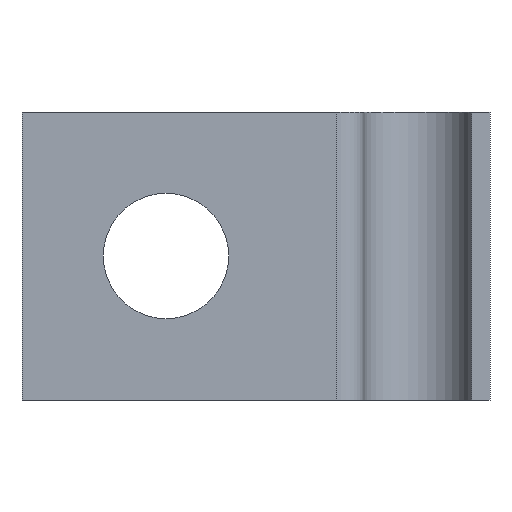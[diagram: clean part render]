
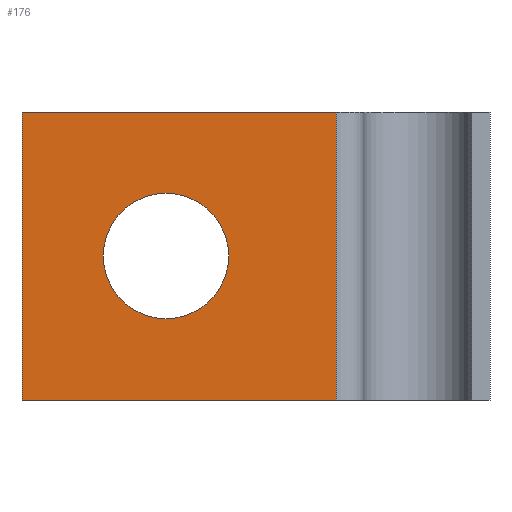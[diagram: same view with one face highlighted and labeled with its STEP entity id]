
A CAD part, front view. The second image highlights one B-rep face of the part: STEP entity #176.
In plain terms, the highlighted planar face has unit normal (0, -1, 0).
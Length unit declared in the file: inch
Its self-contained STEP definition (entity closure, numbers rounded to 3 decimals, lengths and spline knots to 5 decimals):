
#2 = VECTOR ( 'NONE', #323, 39.37008 ) ;
#7 = DIRECTION ( 'NONE',  ( 0., 0., -1. ) ) ;
#9 = EDGE_CURVE ( 'NONE', #332, #464, #404, .T. ) ;
#47 = LINE ( 'NONE', #416, #329 ) ;
#63 = VECTOR ( 'NONE', #64, 39.37008 ) ;
#64 = DIRECTION ( 'NONE',  ( 1., 0., 0. ) ) ;
#71 = CARTESIAN_POINT ( 'NONE',  ( 0., 0., 0.25 ) ) ;
#74 = DIRECTION ( 'NONE',  ( 0., 1., 0. ) ) ;
#89 = CARTESIAN_POINT ( 'NONE',  ( 0., 0., 0.25 ) ) ;
#112 = VERTEX_POINT ( 'NONE', #338 ) ;
#134 = FACE_OUTER_BOUND ( 'NONE', #527, .T. ) ;
#172 = VERTEX_POINT ( 'NONE', #511 ) ;
#176 = ADVANCED_FACE ( 'NONE', ( #469, #134 ), #548, .F. ) ;
#184 = CARTESIAN_POINT ( 'NONE',  ( 0.5455, 0., 0.25 ) ) ;
#208 = ORIENTED_EDGE ( 'NONE', *, *, #439, .T. ) ;
#215 = AXIS2_PLACEMENT_3D ( 'NONE', #415, #331, #367 ) ;
#219 = LINE ( 'NONE', #89, #539 ) ;
#222 = ORIENTED_EDGE ( 'NONE', *, *, #9, .F. ) ;
#235 = EDGE_CURVE ( 'NONE', #450, #112, #455, .T. ) ;
#241 = ORIENTED_EDGE ( 'NONE', *, *, #408, .F. ) ;
#269 = CARTESIAN_POINT ( 'NONE',  ( 0.25, 0., 0. ) ) ;
#275 = AXIS2_PLACEMENT_3D ( 'NONE', #344, #74, #385 ) ;
#277 = AXIS2_PLACEMENT_3D ( 'NONE', #269, #552, #304 ) ;
#288 = CIRCLE ( 'NONE', #215, 0.109 ) ;
#290 = EDGE_LOOP ( 'NONE', ( #351, #241 ) ) ;
#304 = DIRECTION ( 'NONE',  ( 0., 0., 1. ) ) ;
#323 = DIRECTION ( 'NONE',  ( 1., 0., 0. ) ) ;
#329 = VECTOR ( 'NONE', #400, 39.37008 ) ;
#331 = DIRECTION ( 'NONE',  ( 0., -1., 0. ) ) ;
#332 = VERTEX_POINT ( 'NONE', #71 ) ;
#333 = CARTESIAN_POINT ( 'NONE',  ( 0., 0., 0.25 ) ) ;
#338 = CARTESIAN_POINT ( 'NONE',  ( 0.25, 0., -0.109 ) ) ;
#344 = CARTESIAN_POINT ( 'NONE',  ( 0., 0., 0.25 ) ) ;
#351 = ORIENTED_EDGE ( 'NONE', *, *, #235, .F. ) ;
#367 = DIRECTION ( 'NONE',  ( 0., 0., 1. ) ) ;
#385 = DIRECTION ( 'NONE',  ( 0., 0., 1. ) ) ;
#400 = DIRECTION ( 'NONE',  ( 0., 0., -1. ) ) ;
#404 = LINE ( 'NONE', #333, #63 ) ;
#408 = EDGE_CURVE ( 'NONE', #112, #450, #288, .T. ) ;
#415 = CARTESIAN_POINT ( 'NONE',  ( 0.25, 0., 0. ) ) ;
#416 = CARTESIAN_POINT ( 'NONE',  ( 0.5455, 0., 0.25 ) ) ;
#422 = EDGE_CURVE ( 'NONE', #464, #485, #47, .T. ) ;
#439 = EDGE_CURVE ( 'NONE', #332, #172, #219, .T. ) ;
#450 = VERTEX_POINT ( 'NONE', #523 ) ;
#451 = ORIENTED_EDGE ( 'NONE', *, *, #422, .F. ) ;
#455 = CIRCLE ( 'NONE', #277, 0.109 ) ;
#464 = VERTEX_POINT ( 'NONE', #184 ) ;
#467 = LINE ( 'NONE', #531, #2 ) ;
#469 = FACE_BOUND ( 'NONE', #290, .T. ) ;
#485 = VERTEX_POINT ( 'NONE', #524 ) ;
#511 = CARTESIAN_POINT ( 'NONE',  ( 0., 0., -0.25 ) ) ;
#523 = CARTESIAN_POINT ( 'NONE',  ( 0.25, 0., 0.109 ) ) ;
#524 = CARTESIAN_POINT ( 'NONE',  ( 0.5455, 0., -0.25 ) ) ;
#527 = EDGE_LOOP ( 'NONE', ( #557, #451, #222, #208 ) ) ;
#531 = CARTESIAN_POINT ( 'NONE',  ( 0., 0., -0.25 ) ) ;
#538 = EDGE_CURVE ( 'NONE', #172, #485, #467, .T. ) ;
#539 = VECTOR ( 'NONE', #7, 39.37008 ) ;
#548 = PLANE ( 'NONE',  #275 ) ;
#552 = DIRECTION ( 'NONE',  ( 0., -1., 0. ) ) ;
#557 = ORIENTED_EDGE ( 'NONE', *, *, #538, .T. ) ;
